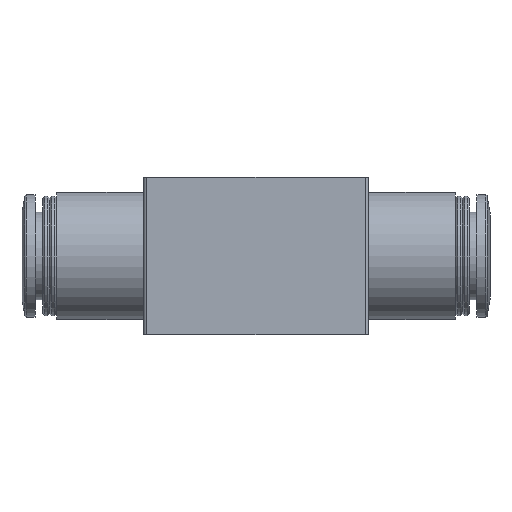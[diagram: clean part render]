
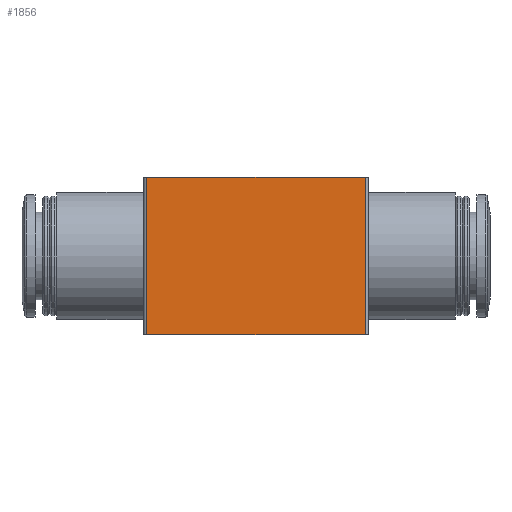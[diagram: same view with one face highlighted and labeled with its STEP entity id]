
A CAD part, front view. The second image highlights one B-rep face of the part: STEP entity #1856.
In plain terms, the highlighted planar face has unit normal (0, -1, 0).
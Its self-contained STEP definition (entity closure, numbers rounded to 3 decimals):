
#128=LINE('',#2727,#208);
#129=LINE('',#2731,#209);
#130=LINE('',#2733,#210);
#131=LINE('',#2735,#211);
#208=VECTOR('',#2212,1000.);
#209=VECTOR('',#2217,1000.);
#210=VECTOR('',#2218,1000.);
#211=VECTOR('',#2219,1000.);
#328=ORIENTED_EDGE('',*,*,#647,.T.);
#329=ORIENTED_EDGE('',*,*,#648,.F.);
#330=ORIENTED_EDGE('',*,*,#649,.F.);
#331=ORIENTED_EDGE('',*,*,#645,.T.);
#645=EDGE_CURVE('',#800,#799,#128,.T.);
#647=EDGE_CURVE('',#799,#801,#129,.T.);
#648=EDGE_CURVE('',#802,#801,#130,.T.);
#649=EDGE_CURVE('',#800,#802,#131,.T.);
#799=VERTEX_POINT('',#2726);
#800=VERTEX_POINT('',#2728);
#801=VERTEX_POINT('',#2732);
#802=VERTEX_POINT('',#2734);
#950=EDGE_LOOP('',(#328,#329,#330,#331));
#1082=FACE_BOUND('',#950,.T.);
#1206=PLANE('',#1967);
#1856=ADVANCED_FACE('',(#1082),#1206,.F.);
#1967=AXIS2_PLACEMENT_3D('',#2730,#2215,#2216);
#2212=DIRECTION('',(0.,0.,-1.));
#2215=DIRECTION('',(0.,1.,0.));
#2216=DIRECTION('',(0.,0.,1.));
#2217=DIRECTION('',(1.,0.,0.));
#2218=DIRECTION('',(0.,0.,-1.));
#2219=DIRECTION('',(1.,0.,0.));
#2726=CARTESIAN_POINT('',(-15.,-10.5,-10.85));
#2727=CARTESIAN_POINT('',(-15.,-10.5,10.85));
#2728=CARTESIAN_POINT('',(-15.,-10.5,10.85));
#2730=CARTESIAN_POINT('',(-15.,-10.5,10.85));
#2731=CARTESIAN_POINT('',(-15.,-10.5,-10.85));
#2732=CARTESIAN_POINT('',(15.,-10.5,-10.85));
#2733=CARTESIAN_POINT('',(15.,-10.5,10.85));
#2734=CARTESIAN_POINT('',(15.,-10.5,10.85));
#2735=CARTESIAN_POINT('',(-15.,-10.5,10.85));
